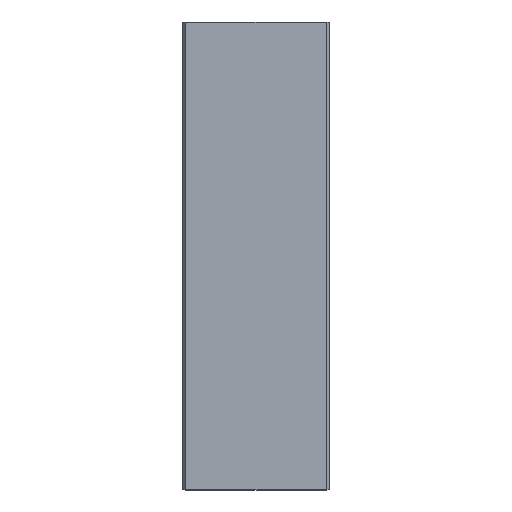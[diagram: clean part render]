
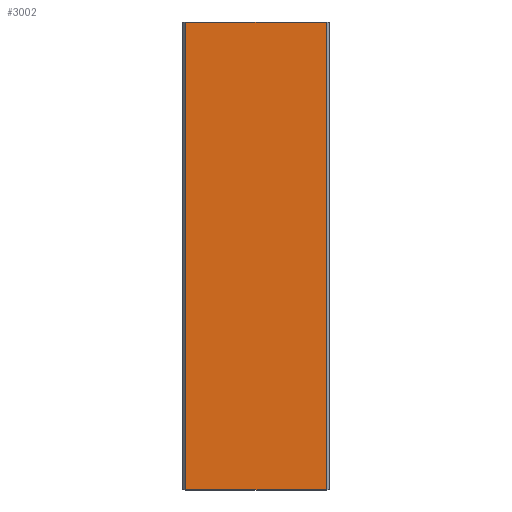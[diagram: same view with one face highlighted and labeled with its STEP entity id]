
A CAD part, top view. The second image highlights one B-rep face of the part: STEP entity #3002.
In plain terms, the highlighted face is planar.
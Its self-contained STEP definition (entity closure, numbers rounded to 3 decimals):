
#670 = CARTESIAN_POINT ( 'NONE',  ( 0., 28.353, 67.576 ) ) ;
#933 = CARTESIAN_POINT ( 'NONE',  ( 30., 28.353, -13. ) ) ;
#941 = ORIENTED_EDGE ( 'NONE', *, *, #9176, .T. ) ;
#1002 = DIRECTION ( 'NONE',  ( 0., 0., 1. ) ) ;
#1048 = VERTEX_POINT ( 'NONE', #4061 ) ;
#1125 = DIRECTION ( 'NONE',  ( -1., 0., 0. ) ) ;
#1492 = VERTEX_POINT ( 'NONE', #4995 ) ;
#1622 = CARTESIAN_POINT ( 'NONE',  ( 30., 28.353, -132.424 ) ) ;
#1759 = VERTEX_POINT ( 'NONE', #1622 ) ;
#1817 = DIRECTION ( 'NONE',  ( 0., 0., -1. ) ) ;
#2808 = ORIENTED_EDGE ( 'NONE', *, *, #8880, .T. ) ;
#3002 = ADVANCED_FACE ( 'NONE', ( #9260 ), #9983, .T. ) ;
#3150 = AXIS2_PLACEMENT_3D ( 'NONE', #9566, #9442, #9371 ) ;
#3158 = LINE ( 'NONE', #933, #3944 ) ;
#3944 = VECTOR ( 'NONE', #1817, 1000. ) ;
#4061 = CARTESIAN_POINT ( 'NONE',  ( 30., 28.353, 67.576 ) ) ;
#4322 = VECTOR ( 'NONE', #1125, 1000. ) ;
#4995 = CARTESIAN_POINT ( 'NONE',  ( -30., 28.353, -132.424 ) ) ;
#5769 = DIRECTION ( 'NONE',  ( 1., 0., 0. ) ) ;
#5982 = ORIENTED_EDGE ( 'NONE', *, *, #9193, .T. ) ;
#6928 = CARTESIAN_POINT ( 'NONE',  ( -30., 28.353, -13. ) ) ;
#7949 = VECTOR ( 'NONE', #5769, 1000. ) ;
#7964 = LINE ( 'NONE', #6928, #10074 ) ;
#8064 = EDGE_LOOP ( 'NONE', ( #941, #5982, #9894, #2808 ) ) ;
#8621 = EDGE_CURVE ( 'NONE', #1492, #10161, #7964, .T. ) ;
#8880 = EDGE_CURVE ( 'NONE', #10161, #1048, #10820, .T. ) ;
#9176 = EDGE_CURVE ( 'NONE', #1048, #1759, #3158, .T. ) ;
#9193 = EDGE_CURVE ( 'NONE', #1759, #1492, #10809, .T. ) ;
#9201 = CARTESIAN_POINT ( 'NONE',  ( -30., 28.353, 67.576 ) ) ;
#9260 = FACE_OUTER_BOUND ( 'NONE', #8064, .T. ) ;
#9371 = DIRECTION ( 'NONE',  ( -1., 0., 0. ) ) ;
#9442 = DIRECTION ( 'NONE',  ( 0., 1., 0. ) ) ;
#9566 = CARTESIAN_POINT ( 'NONE',  ( 0., 28.353, -13. ) ) ;
#9894 = ORIENTED_EDGE ( 'NONE', *, *, #8621, .T. ) ;
#9983 = PLANE ( 'NONE',  #3150 ) ;
#10074 = VECTOR ( 'NONE', #1002, 1000. ) ;
#10161 = VERTEX_POINT ( 'NONE', #9201 ) ;
#10246 = CARTESIAN_POINT ( 'NONE',  ( 0., 28.353, -132.424 ) ) ;
#10809 = LINE ( 'NONE', #10246, #4322 ) ;
#10820 = LINE ( 'NONE', #670, #7949 ) ;
